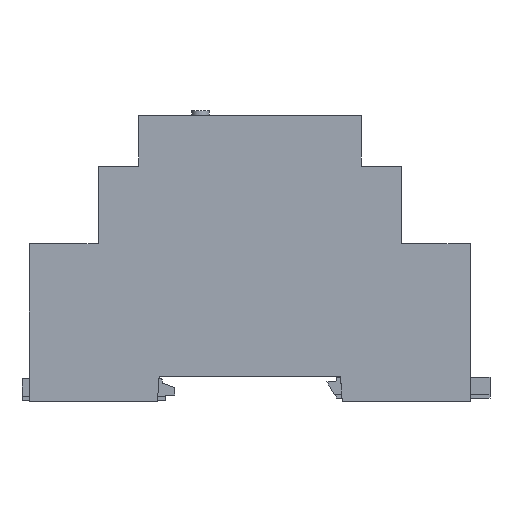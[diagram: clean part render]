
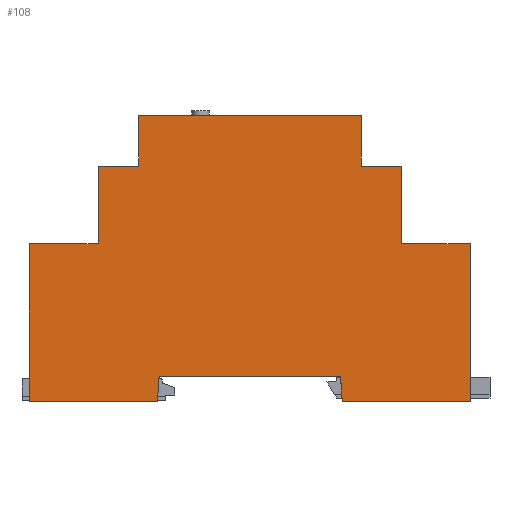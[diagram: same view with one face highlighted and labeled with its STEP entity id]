
A CAD part, left-side view. The second image highlights one B-rep face of the part: STEP entity #108.
In plain terms, the highlighted planar face has unit normal (-1, 0, 0).
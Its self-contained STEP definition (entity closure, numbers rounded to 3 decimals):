
#108=ADVANCED_FACE('',(#5471),#5473,.T.);
#5471=FACE_BOUND('',#5472,.T.);
#5472=EDGE_LOOP('',(#10349,#10350,#10351,#10352,#10353,#10354,#10355,#10356,#10357,
#10358,#10359,#10360,#10361,#10362,#10363,#10364));
#5473=PLANE('',#5474);
#5474=AXIS2_PLACEMENT_3D('',#5475,#5476,#5477);
#5475=CARTESIAN_POINT('',(-35.5,0.,0.));
#5476=DIRECTION('',(-1.,0.,0.));
#5477=DIRECTION('',(0.,0.,-1.));
#10349=ORIENTED_EDGE('',*,*,#14078,.T.);
#10350=ORIENTED_EDGE('',*,*,#14092,.T.);
#10351=ORIENTED_EDGE('',*,*,#14093,.T.);
#10352=ORIENTED_EDGE('',*,*,#14094,.T.);
#10353=ORIENTED_EDGE('',*,*,#14095,.T.);
#10354=ORIENTED_EDGE('',*,*,#14096,.T.);
#10355=ORIENTED_EDGE('',*,*,#14097,.T.);
#10356=ORIENTED_EDGE('',*,*,#14098,.T.);
#10357=ORIENTED_EDGE('',*,*,#14099,.T.);
#10358=ORIENTED_EDGE('',*,*,#14100,.T.);
#10359=ORIENTED_EDGE('',*,*,#14101,.T.);
#10360=ORIENTED_EDGE('',*,*,#14102,.T.);
#10361=ORIENTED_EDGE('',*,*,#14103,.T.);
#10362=ORIENTED_EDGE('',*,*,#14104,.T.);
#10363=ORIENTED_EDGE('',*,*,#14060,.T.);
#10364=ORIENTED_EDGE('',*,*,#14053,.T.);
#14053=EDGE_CURVE('',#16028,#16032,#16034,.T.);
#14060=EDGE_CURVE('',#16047,#16028,#16048,.T.);
#14078=EDGE_CURVE('',#16032,#16080,#16082,.T.);
#14092=EDGE_CURVE('',#16080,#16108,#16109,.T.);
#14093=EDGE_CURVE('',#16108,#16110,#16111,.T.);
#14094=EDGE_CURVE('',#16110,#16112,#16113,.T.);
#14095=EDGE_CURVE('',#16112,#16114,#16115,.T.);
#14096=EDGE_CURVE('',#16114,#16116,#16117,.T.);
#14097=EDGE_CURVE('',#16116,#16118,#16119,.T.);
#14098=EDGE_CURVE('',#16118,#16120,#16121,.T.);
#14099=EDGE_CURVE('',#16120,#16122,#16123,.T.);
#14100=EDGE_CURVE('',#16122,#16124,#16125,.T.);
#14101=EDGE_CURVE('',#16124,#16126,#16127,.T.);
#14102=EDGE_CURVE('',#16126,#16128,#16129,.T.);
#14103=EDGE_CURVE('',#16128,#16130,#16131,.T.);
#14104=EDGE_CURVE('',#16130,#16047,#16132,.T.);
#16028=VERTEX_POINT('',#18939);
#16032=VERTEX_POINT('',#18947);
#16034=LINE('',#18951,#18952);
#16047=VERTEX_POINT('',#18983);
#16048=LINE('',#18984,#18985);
#16080=VERTEX_POINT('',#19050);
#16082=LINE('',#19054,#19055);
#16108=VERTEX_POINT('',#19110);
#16109=LINE('',#19111,#19112);
#16110=VERTEX_POINT('',#19114);
#16111=LINE('',#19115,#19116);
#16112=VERTEX_POINT('',#19118);
#16113=LINE('',#19119,#19120);
#16114=VERTEX_POINT('',#19122);
#16115=LINE('',#19123,#19124);
#16116=VERTEX_POINT('',#19126);
#16117=LINE('',#19127,#19128);
#16118=VERTEX_POINT('',#19130);
#16119=LINE('',#19131,#19132);
#16120=VERTEX_POINT('',#19134);
#16121=LINE('',#19135,#19136);
#16122=VERTEX_POINT('',#19138);
#16123=LINE('',#19139,#19140);
#16124=VERTEX_POINT('',#19142);
#16125=LINE('',#19143,#19144);
#16126=VERTEX_POINT('',#19146);
#16127=LINE('',#19147,#19148);
#16128=VERTEX_POINT('',#19150);
#16129=LINE('',#19151,#19152);
#16130=VERTEX_POINT('',#19154);
#16131=LINE('',#19155,#19156);
#16132=LINE('',#19158,#19159);
#18939=CARTESIAN_POINT('',(-35.5,30.7,26.878));
#18947=CARTESIAN_POINT('',(-35.5,44.6,26.878));
#18951=CARTESIAN_POINT('',(-35.5,30.7,26.878));
#18952=VECTOR('',#18953,1.);
#18953=DIRECTION('',(0.,1.,0.));
#18983=CARTESIAN_POINT('',(-35.5,30.7,42.606));
#18984=CARTESIAN_POINT('',(-35.5,30.7,42.606));
#18985=VECTOR('',#18986,1.);
#18986=DIRECTION('',(0.,0.,-1.));
#19050=CARTESIAN_POINT('',(-35.5,44.6,-4.987));
#19054=CARTESIAN_POINT('',(-35.5,44.6,26.878));
#19055=VECTOR('',#19056,1.);
#19056=DIRECTION('',(0.,0.,-1.));
#19110=CARTESIAN_POINT('',(-35.5,18.7,-4.987));
#19111=CARTESIAN_POINT('',(-35.5,44.6,-4.987));
#19112=VECTOR('',#19113,1.);
#19113=DIRECTION('',(0.,-1.,0.));
#19114=CARTESIAN_POINT('',(-35.5,18.351,0.));
#19115=CARTESIAN_POINT('',(-35.5,18.7,-4.987));
#19116=VECTOR('',#19117,1.);
#19117=DIRECTION('',(0.,-0.07,0.998));
#19118=CARTESIAN_POINT('',(-35.5,-18.351,0.));
#19119=CARTESIAN_POINT('',(-35.5,18.351,0.));
#19120=VECTOR('',#19121,1.);
#19121=DIRECTION('',(0.,-1.,0.));
#19122=CARTESIAN_POINT('',(-35.5,-18.7,-4.987));
#19123=CARTESIAN_POINT('',(-35.5,-18.351,0.));
#19124=VECTOR('',#19125,1.);
#19125=DIRECTION('',(0.,-0.07,-0.998));
#19126=CARTESIAN_POINT('',(-35.5,-44.6,-4.987));
#19127=CARTESIAN_POINT('',(-35.5,-18.7,-4.987));
#19128=VECTOR('',#19129,1.);
#19129=DIRECTION('',(0.,-1.,0.));
#19130=CARTESIAN_POINT('',(-35.5,-44.6,26.878));
#19131=CARTESIAN_POINT('',(-35.5,-44.6,-4.987));
#19132=VECTOR('',#19133,1.);
#19133=DIRECTION('',(0.,0.,1.));
#19134=CARTESIAN_POINT('',(-35.5,-30.7,26.878));
#19135=CARTESIAN_POINT('',(-35.5,-44.6,26.878));
#19136=VECTOR('',#19137,1.);
#19137=DIRECTION('',(0.,1.,0.));
#19138=CARTESIAN_POINT('',(-35.5,-30.7,42.606));
#19139=CARTESIAN_POINT('',(-35.5,-30.7,26.878));
#19140=VECTOR('',#19141,1.);
#19141=DIRECTION('',(0.,0.,1.));
#19142=CARTESIAN_POINT('',(-35.5,-22.5,42.606));
#19143=CARTESIAN_POINT('',(-35.5,-30.7,42.606));
#19144=VECTOR('',#19145,1.);
#19145=DIRECTION('',(0.,1.,0.));
#19146=CARTESIAN_POINT('',(-35.5,-22.5,52.804));
#19147=CARTESIAN_POINT('',(-35.5,-22.5,42.606));
#19148=VECTOR('',#19149,1.);
#19149=DIRECTION('',(0.,0.,1.));
#19150=CARTESIAN_POINT('',(-35.5,22.5,52.804));
#19151=CARTESIAN_POINT('',(-35.5,-22.5,52.804));
#19152=VECTOR('',#19153,1.);
#19153=DIRECTION('',(0.,1.,0.));
#19154=CARTESIAN_POINT('',(-35.5,22.5,42.606));
#19155=CARTESIAN_POINT('',(-35.5,22.5,52.804));
#19156=VECTOR('',#19157,1.);
#19157=DIRECTION('',(0.,0.,-1.));
#19158=CARTESIAN_POINT('',(-35.5,22.5,42.606));
#19159=VECTOR('',#19160,1.);
#19160=DIRECTION('',(0.,1.,0.));
